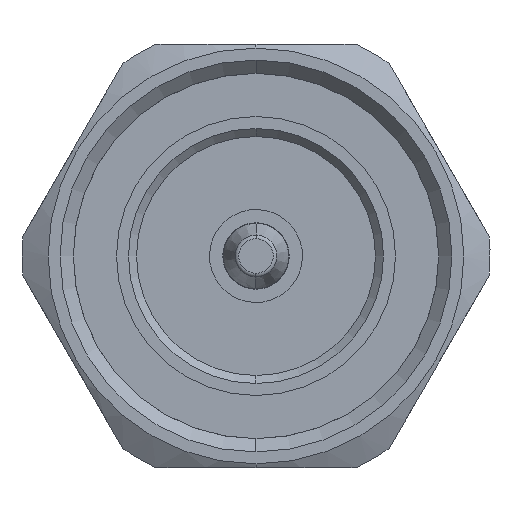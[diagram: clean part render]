
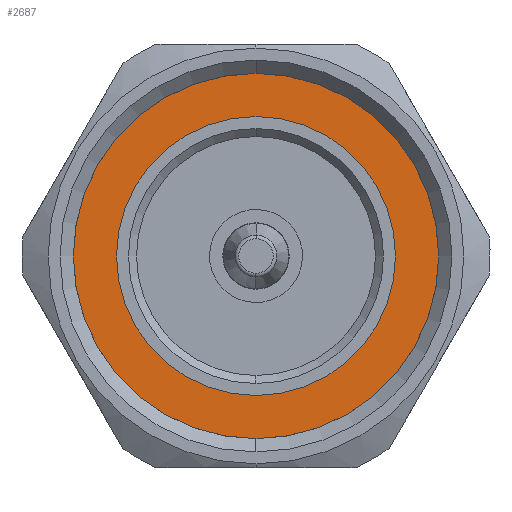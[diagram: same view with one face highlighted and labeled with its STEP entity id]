
A CAD part, left-side view. The second image highlights one B-rep face of the part: STEP entity #2687.
In plain terms, the highlighted planar face has unit normal (-1, 0, 0).
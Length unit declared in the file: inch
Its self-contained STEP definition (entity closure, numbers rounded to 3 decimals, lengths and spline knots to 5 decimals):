
#146 = AXIS2_PLACEMENT_3D ( 'NONE', #2019, #2001, #703 ) ;
#300 = EDGE_LOOP ( 'NONE', ( #1893, #2102 ) ) ;
#316 = VERTEX_POINT ( 'NONE', #2367 ) ;
#521 = AXIS2_PLACEMENT_3D ( 'NONE', #873, #2371, #650 ) ;
#630 = PLANE ( 'NONE',  #2598 ) ;
#650 = DIRECTION ( 'NONE',  ( 0., 0., -1. ) ) ;
#703 = DIRECTION ( 'NONE',  ( 0., 0., -1. ) ) ;
#744 = AXIS2_PLACEMENT_3D ( 'NONE', #1262, #1869, #1532 ) ;
#779 = CARTESIAN_POINT ( 'NONE',  ( 0.24669, 0., 0. ) ) ;
#832 = CARTESIAN_POINT ( 'NONE',  ( 0.24669, 0., 0. ) ) ;
#848 = AXIS2_PLACEMENT_3D ( 'NONE', #779, #2294, #1857 ) ;
#873 = CARTESIAN_POINT ( 'NONE',  ( 0.24669, 0., 0. ) ) ;
#1042 = CIRCLE ( 'NONE', #744, 0.5601 ) ;
#1196 = VERTEX_POINT ( 'NONE', #1800 ) ;
#1258 = DIRECTION ( 'NONE',  ( 0., 0., -1. ) ) ;
#1262 = CARTESIAN_POINT ( 'NONE',  ( 0.24669, 0., 0. ) ) ;
#1293 = CARTESIAN_POINT ( 'NONE',  ( 0.24669, 0., 0.5601 ) ) ;
#1298 = DIRECTION ( 'NONE',  ( 1., 0., 0. ) ) ;
#1529 = CIRCLE ( 'NONE', #521, 0.41339 ) ;
#1532 = DIRECTION ( 'NONE',  ( 0., 0., -1. ) ) ;
#1535 = ORIENTED_EDGE ( 'NONE', *, *, #2459, .T. ) ;
#1539 = ORIENTED_EDGE ( 'NONE', *, *, #1676, .T. ) ;
#1548 = CARTESIAN_POINT ( 'NONE',  ( 0.24669, 0., -0.5601 ) ) ;
#1676 = EDGE_CURVE ( 'NONE', #1196, #316, #2549, .T. ) ;
#1800 = CARTESIAN_POINT ( 'NONE',  ( 0.24669, 0., -0.41339 ) ) ;
#1857 = DIRECTION ( 'NONE',  ( 0., 0., -1. ) ) ;
#1869 = DIRECTION ( 'NONE',  ( 1., 0., 0. ) ) ;
#1886 = EDGE_CURVE ( 'NONE', #2443, #2560, #2048, .T. ) ;
#1893 = ORIENTED_EDGE ( 'NONE', *, *, #1886, .F. ) ;
#1930 = FACE_BOUND ( 'NONE', #2291, .T. ) ;
#2001 = DIRECTION ( 'NONE',  ( 1., 0., 0. ) ) ;
#2019 = CARTESIAN_POINT ( 'NONE',  ( 0.24669, 0., 0. ) ) ;
#2048 = CIRCLE ( 'NONE', #848, 0.5601 ) ;
#2102 = ORIENTED_EDGE ( 'NONE', *, *, #2249, .F. ) ;
#2249 = EDGE_CURVE ( 'NONE', #2560, #2443, #1042, .T. ) ;
#2291 = EDGE_LOOP ( 'NONE', ( #1535, #1539 ) ) ;
#2294 = DIRECTION ( 'NONE',  ( 1., 0., 0. ) ) ;
#2367 = CARTESIAN_POINT ( 'NONE',  ( 0.24669, 0., 0.41339 ) ) ;
#2371 = DIRECTION ( 'NONE',  ( 1., 0., 0. ) ) ;
#2443 = VERTEX_POINT ( 'NONE', #1293 ) ;
#2459 = EDGE_CURVE ( 'NONE', #316, #1196, #1529, .T. ) ;
#2468 = FACE_OUTER_BOUND ( 'NONE', #300, .T. ) ;
#2549 = CIRCLE ( 'NONE', #146, 0.41339 ) ;
#2560 = VERTEX_POINT ( 'NONE', #1548 ) ;
#2598 = AXIS2_PLACEMENT_3D ( 'NONE', #832, #1298, #1258 ) ;
#2687 = ADVANCED_FACE ( 'NONE', ( #1930, #2468 ), #630, .F. ) ;
